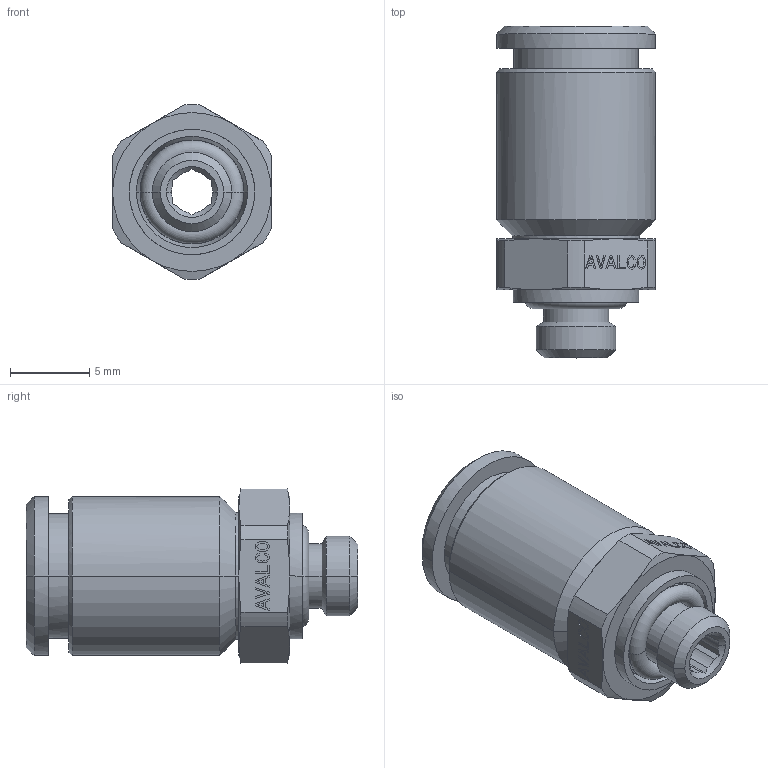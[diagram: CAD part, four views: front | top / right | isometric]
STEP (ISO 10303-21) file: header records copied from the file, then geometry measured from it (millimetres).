
FILE_DESCRIPTION(('CATIA V5 STEP Exchange'),'2;1');
FILE_NAME('PN511B-06M5H.stp','2018-04-14T17:46:43+00:00',('none'),('none'),'CATIA Version 5 Release 21 GA (IN-10)','CATIA V5 STEP AP203','none');
FILE_SCHEMA(('CONFIG_CONTROL_DESIGN'));
Length unit declared in the file: millimetre
Products named in the file (1): PN511B-06M5H
Bounding box: 10 x 20.9 x 10.99 mm (x, y, z)
Volume: 875.9 mm3; surface area: 1249.3 mm2
Topology: 2 solids, 2 shells, 426 faces, 1137 edges, 746 vertices
Faces by surface type: plane 362, cone 30, cylinder 30, torus 4
Entity records: 13035 total; most frequent: CARTESIAN_POINT 2762, ORIENTED_EDGE 2274, DIRECTION 1790, EDGE_CURVE 1137, VECTOR 993, LINE 993, VERTEX_POINT 746, EDGE_LOOP 461
